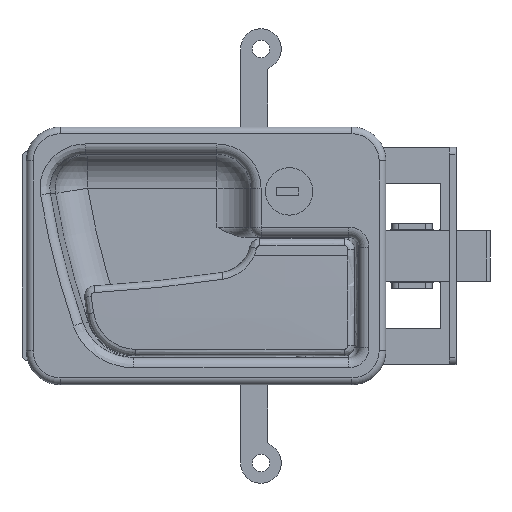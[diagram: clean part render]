
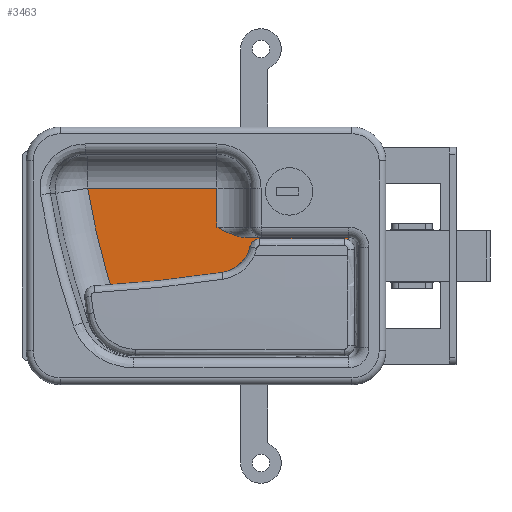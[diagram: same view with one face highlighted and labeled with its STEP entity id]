
A CAD part, top view. The second image highlights one B-rep face of the part: STEP entity #3463.
In plain terms, the highlighted planar face has unit normal (0, 0, 1).
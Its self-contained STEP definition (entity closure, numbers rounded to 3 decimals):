
#371 = VERTEX_POINT ( 'NONE', #4962 ) ;
#639 = CARTESIAN_POINT ( 'NONE',  ( 42., -16.167, -11.8 ) ) ;
#761 = CARTESIAN_POINT ( 'NONE',  ( 18.2, -4.5, -11.8 ) ) ;
#978 = DIRECTION ( 'NONE',  ( 0., 0., 1. ) ) ;
#1143 = CARTESIAN_POINT ( 'NONE',  ( 3.2, 8.5, -11.8 ) ) ;
#1213 = DIRECTION ( 'NONE',  ( 0., -1., 0. ) ) ;
#1472 = ORIENTED_EDGE ( 'NONE', *, *, #21000, .F. ) ;
#1660 = CARTESIAN_POINT ( 'NONE',  ( 3.2, 20., -11.8 ) ) ;
#1794 = CARTESIAN_POINT ( 'NONE',  ( -24.532, -18.393, -11.8 ) ) ;
#1948 = CARTESIAN_POINT ( 'NONE',  ( -25.636, -16.583, -11.8 ) ) ;
#1990 = LINE ( 'NONE', #19572, #19824 ) ;
#2109 = ORIENTED_EDGE ( 'NONE', *, *, #17330, .T. ) ;
#2835 = VERTEX_POINT ( 'NONE', #10725 ) ;
#3210 = CARTESIAN_POINT ( 'NONE',  ( 11.507, 5.5, -11.8 ) ) ;
#3298 = VERTEX_POINT ( 'NONE', #8121 ) ;
#3463 = ADVANCED_FACE ( 'NONE', ( #14077, #9002 ), #21571, .T. ) ;
#3535 = CARTESIAN_POINT ( 'NONE',  ( -23.933, -18.928, -11.8 ) ) ;
#3784 = CARTESIAN_POINT ( 'NONE',  ( -21.243, -20., -11.8 ) ) ;
#3867 = CARTESIAN_POINT ( 'NONE',  ( -25.183, -17.553, -11.8 ) ) ;
#3903 = DIRECTION ( 'NONE',  ( 1., 0., 0. ) ) ;
#4144 = DIRECTION ( 'NONE',  ( 1., 0., 0. ) ) ;
#4472 = VECTOR ( 'NONE', #24097, 1000. ) ;
#4686 = VECTOR ( 'NONE', #4144, 1000. ) ;
#4779 = CARTESIAN_POINT ( 'NONE',  ( 10.02, 5.612, -11.8 ) ) ;
#4872 = EDGE_LOOP ( 'NONE', ( #22245, #11640, #9799, #1472 ) ) ;
#4943 = CARTESIAN_POINT ( 'NONE',  ( 7.522, 6.36, -11.8 ) ) ;
#4962 = CARTESIAN_POINT ( 'NONE',  ( -34.897, 20., -11.8 ) ) ;
#5768 = CARTESIAN_POINT ( 'NONE',  ( -22.534, -19.687, -11.8 ) ) ;
#6367 = CIRCLE ( 'NONE', #16659, 219.898 ) ;
#6499 = CARTESIAN_POINT ( 'NONE',  ( 0.196, -20., -11.8 ) ) ;
#6862 = B_SPLINE_CURVE_WITH_KNOTS ( 'NONE', 3,
 ( #1948, #9487, #13324, #3867, #11499, #11344, #1794, #24471, #3535, #18828, #18987, #17131, #5768, #13250, #3784, #16812 ),
 .UNSPECIFIED., .F., .F.,
 ( 4, 2, 2, 2, 2, 2, 2, 4 ),
 ( 0., 0.001, 0.002, 0.002, 0.003, 0.004, 0.005, 0.006 ),
 .UNSPECIFIED. ) ;
#6893 = ORIENTED_EDGE ( 'NONE', *, *, #19416, .T. ) ;
#6941 = DIRECTION ( 'NONE',  ( -1., 0., 0. ) ) ;
#6975 = CARTESIAN_POINT ( 'NONE',  ( 3.2, 20., -11.8 ) ) ;
#7174 = CARTESIAN_POINT ( 'NONE',  ( 18.2, 55.477, -11.8 ) ) ;
#8039 = CARTESIAN_POINT ( 'NONE',  ( 182.121, -4.5, -11.8 ) ) ;
#8121 = CARTESIAN_POINT ( 'NONE',  ( 42., 5.5, -11.8 ) ) ;
#8196 = EDGE_CURVE ( 'NONE', #13293, #8630, #21514, .T. ) ;
#8199 = CARTESIAN_POINT ( 'NONE',  ( 42., -27., -11.8 ) ) ;
#8630 = VERTEX_POINT ( 'NONE', #761 ) ;
#8688 = CARTESIAN_POINT ( 'NONE',  ( 4.502, 7.787, -11.8 ) ) ;
#8850 = CARTESIAN_POINT ( 'NONE',  ( 8.576, 5.987, -11.8 ) ) ;
#9002 = FACE_OUTER_BOUND ( 'NONE', #14297, .T. ) ;
#9085 = B_SPLINE_CURVE_WITH_KNOTS ( 'NONE', 3,
 ( #15895, #6499, #21861, #23690 ),
 .UNSPECIFIED., .F., .F.,
 ( 4, 4 ),
 ( 0.14, 0.203 ),
 .UNSPECIFIED. ) ;
#9487 = CARTESIAN_POINT ( 'NONE',  ( -25.547, -16.837, -11.8 ) ) ;
#9524 = CARTESIAN_POINT ( 'NONE',  ( -20.706, -20., -11.8 ) ) ;
#9743 = LINE ( 'NONE', #8039, #4686 ) ;
#9799 = ORIENTED_EDGE ( 'NONE', *, *, #13988, .F. ) ;
#9968 = VECTOR ( 'NONE', #12223, 1000. ) ;
#10124 = EDGE_CURVE ( 'NONE', #20213, #13293, #12843, .T. ) ;
#10279 = CARTESIAN_POINT ( 'NONE',  ( 42., -5.333, -11.8 ) ) ;
#10725 = CARTESIAN_POINT ( 'NONE',  ( -25.636, -16.583, -11.8 ) ) ;
#11083 = EDGE_CURVE ( 'NONE', #24085, #11285, #15797, .T. ) ;
#11175 = LINE ( 'NONE', #12798, #9968 ) ;
#11285 = VERTEX_POINT ( 'NONE', #1660 ) ;
#11344 = CARTESIAN_POINT ( 'NONE',  ( -24.71, -18.197, -11.8 ) ) ;
#11422 = EDGE_CURVE ( 'NONE', #18853, #3298, #16948, .T. ) ;
#11499 = CARTESIAN_POINT ( 'NONE',  ( -25.035, -17.778, -11.8 ) ) ;
#11640 = ORIENTED_EDGE ( 'NONE', *, *, #10124, .F. ) ;
#12015 = CARTESIAN_POINT ( 'NONE',  ( 42., -27., -11.8 ) ) ;
#12096 = CARTESIAN_POINT ( 'NONE',  ( 42., 5.5, -11.8 ) ) ;
#12223 = DIRECTION ( 'NONE',  ( 0., 1., 0. ) ) ;
#12249 = CARTESIAN_POINT ( 'NONE',  ( 18.2, 4.5, -11.8 ) ) ;
#12507 = CARTESIAN_POINT ( 'NONE',  ( 5.807, 7.069, -11.8 ) ) ;
#12798 = CARTESIAN_POINT ( 'NONE',  ( 38.7, 55.477, -11.8 ) ) ;
#12843 = LINE ( 'NONE', #14830, #23248 ) ;
#12913 = VERTEX_POINT ( 'NONE', #16652 ) ;
#13223 = EDGE_CURVE ( 'NONE', #11285, #371, #1990, .T. ) ;
#13250 = CARTESIAN_POINT ( 'NONE',  ( -21.768, -19.922, -11.8 ) ) ;
#13293 = VERTEX_POINT ( 'NONE', #12249 ) ;
#13324 = CARTESIAN_POINT ( 'NONE',  ( -25.439, -17.082, -11.8 ) ) ;
#13988 = EDGE_CURVE ( 'NONE', #12913, #20213, #11175, .T. ) ;
#14077 = FACE_BOUND ( 'NONE', #4872, .T. ) ;
#14297 = EDGE_LOOP ( 'NONE', ( #18232, #17886, #24525, #14390, #17596, #2109, #6893, #17519 ) ) ;
#14390 = ORIENTED_EDGE ( 'NONE', *, *, #13223, .T. ) ;
#14577 = CARTESIAN_POINT ( 'NONE',  ( 8.936, 5.88, -11.8 ) ) ;
#14797 = DIRECTION ( 'NONE',  ( 1., 0., 0. ) ) ;
#14830 = CARTESIAN_POINT ( 'NONE',  ( 182.121, 4.5, -11.8 ) ) ;
#15334 = B_SPLINE_CURVE_WITH_KNOTS ( 'NONE', 3,
 ( #12015, #639, #10279, #12096 ),
 .UNSPECIFIED., .F., .F.,
 ( 4, 4 ),
 ( -0.037, -0.005 ),
 .UNSPECIFIED. ) ;
#15797 = LINE ( 'NONE', #6975, #4472 ) ;
#15895 = CARTESIAN_POINT ( 'NONE',  ( -20.706, -20., -11.8 ) ) ;
#16220 = EDGE_CURVE ( 'NONE', #371, #2835, #6367, .T. ) ;
#16489 = CARTESIAN_POINT ( 'NONE',  ( 7.869, 6.227, -11.8 ) ) ;
#16652 = CARTESIAN_POINT ( 'NONE',  ( 38.7, -4.5, -11.8 ) ) ;
#16659 = AXIS2_PLACEMENT_3D ( 'NONE', #16957, #20541, #14797 ) ;
#16812 = CARTESIAN_POINT ( 'NONE',  ( -20.706, -20., -11.8 ) ) ;
#16948 = LINE ( 'NONE', #18862, #18146 ) ;
#16957 = CARTESIAN_POINT ( 'NONE',  ( 182.121, 55.477, -11.8 ) ) ;
#17131 = CARTESIAN_POINT ( 'NONE',  ( -22.785, -19.589, -11.8 ) ) ;
#17228 = B_SPLINE_CURVE_WITH_KNOTS ( 'NONE', 3,
 ( #3210, #21991, #4779, #14577, #8850, #16489, #4943, #12507, #8688, #1143 ),
 .UNSPECIFIED., .F., .F.,
 ( 4, 2, 2, 2, 4 ),
 ( 0., 0.002, 0.003, 0.004, 0.009 ),
 .UNSPECIFIED. ) ;
#17330 = EDGE_CURVE ( 'NONE', #2835, #22710, #6862, .T. ) ;
#17519 = ORIENTED_EDGE ( 'NONE', *, *, #22943, .T. ) ;
#17520 = AXIS2_PLACEMENT_3D ( 'NONE', #23493, #978, #23652 ) ;
#17596 = ORIENTED_EDGE ( 'NONE', *, *, #16220, .T. ) ;
#17886 = ORIENTED_EDGE ( 'NONE', *, *, #21192, .T. ) ;
#18058 = CARTESIAN_POINT ( 'NONE',  ( 11.507, 5.5, -11.8 ) ) ;
#18146 = VECTOR ( 'NONE', #3903, 1000. ) ;
#18232 = ORIENTED_EDGE ( 'NONE', *, *, #11422, .F. ) ;
#18828 = CARTESIAN_POINT ( 'NONE',  ( -23.494, -19.228, -11.8 ) ) ;
#18838 = CARTESIAN_POINT ( 'NONE',  ( 38.7, 4.5, -11.8 ) ) ;
#18853 = VERTEX_POINT ( 'NONE', #18058 ) ;
#18862 = CARTESIAN_POINT ( 'NONE',  ( 182.121, 5.5, -11.8 ) ) ;
#18987 = CARTESIAN_POINT ( 'NONE',  ( -23.264, -19.36, -11.8 ) ) ;
#19142 = VECTOR ( 'NONE', #1213, 1000. ) ;
#19416 = EDGE_CURVE ( 'NONE', #22710, #21173, #9085, .T. ) ;
#19572 = CARTESIAN_POINT ( 'NONE',  ( -32.181, 20., -11.8 ) ) ;
#19824 = VECTOR ( 'NONE', #21141, 1000. ) ;
#20213 = VERTEX_POINT ( 'NONE', #18838 ) ;
#20541 = DIRECTION ( 'NONE',  ( 0., 0., 1. ) ) ;
#21000 = EDGE_CURVE ( 'NONE', #8630, #12913, #9743, .T. ) ;
#21141 = DIRECTION ( 'NONE',  ( -1., 0., 0. ) ) ;
#21173 = VERTEX_POINT ( 'NONE', #8199 ) ;
#21192 = EDGE_CURVE ( 'NONE', #18853, #24085, #17228, .T. ) ;
#21514 = LINE ( 'NONE', #7174, #19142 ) ;
#21555 = CARTESIAN_POINT ( 'NONE',  ( 3.2, 8.5, -11.8 ) ) ;
#21571 = PLANE ( 'NONE',  #17520 ) ;
#21861 = CARTESIAN_POINT ( 'NONE',  ( 21.098, -27., -11.8 ) ) ;
#21991 = CARTESIAN_POINT ( 'NONE',  ( 10.754, 5.5, -11.8 ) ) ;
#22245 = ORIENTED_EDGE ( 'NONE', *, *, #8196, .F. ) ;
#22710 = VERTEX_POINT ( 'NONE', #9524 ) ;
#22943 = EDGE_CURVE ( 'NONE', #21173, #3298, #15334, .T. ) ;
#23248 = VECTOR ( 'NONE', #6941, 1000. ) ;
#23493 = CARTESIAN_POINT ( 'NONE',  ( 182.121, 55.477, -11.8 ) ) ;
#23652 = DIRECTION ( 'NONE',  ( 1., 0., 0. ) ) ;
#23690 = CARTESIAN_POINT ( 'NONE',  ( 42., -27., -11.8 ) ) ;
#24085 = VERTEX_POINT ( 'NONE', #21555 ) ;
#24097 = DIRECTION ( 'NONE',  ( 0., 1., 0. ) ) ;
#24471 = CARTESIAN_POINT ( 'NONE',  ( -24.144, -18.758, -11.8 ) ) ;
#24525 = ORIENTED_EDGE ( 'NONE', *, *, #11083, .T. ) ;
